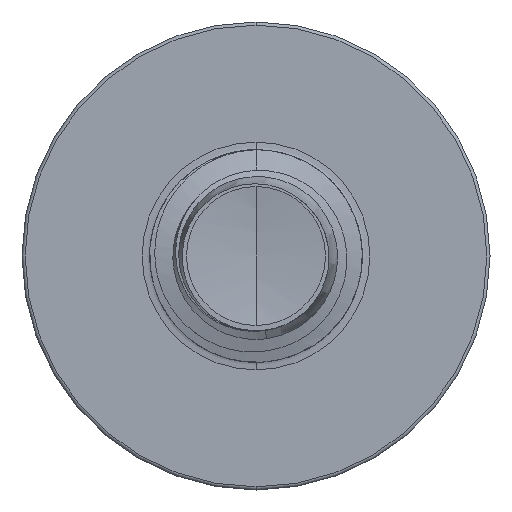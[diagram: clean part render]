
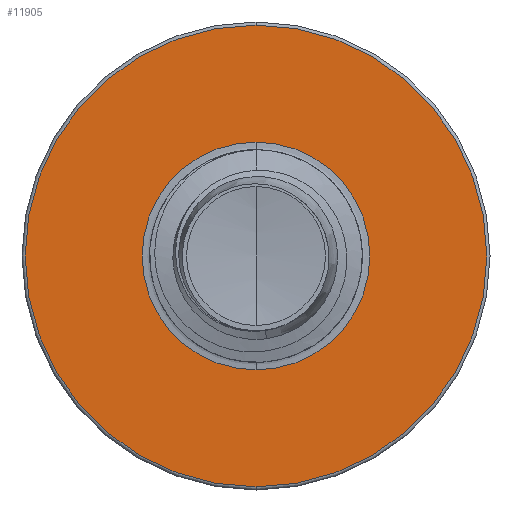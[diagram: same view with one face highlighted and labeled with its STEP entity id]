
A CAD part, front view. The second image highlights one B-rep face of the part: STEP entity #11905.
In plain terms, the highlighted planar face has unit normal (0, -1, 0).
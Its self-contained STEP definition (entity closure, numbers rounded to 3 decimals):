
#210 = DIRECTION ( 'NONE',  ( 0., 0., 1. ) ) ;
#241 = DIRECTION ( 'NONE',  ( 0., 1., 0. ) ) ;
#279 = CARTESIAN_POINT ( 'NONE',  ( 0., 9., -2.677 ) ) ;
#350 = PLANE ( 'NONE',  #16297 ) ;
#417 = VERTEX_POINT ( 'NONE', #23774 ) ;
#762 = DIRECTION ( 'NONE',  ( 0., 0., 1. ) ) ;
#767 = DIRECTION ( 'NONE',  ( 0., 1., 0. ) ) ;
#799 = CARTESIAN_POINT ( 'NONE',  ( 0., 9., 0. ) ) ;
#3047 = FACE_OUTER_BOUND ( 'NONE', #10969, .T. ) ;
#3482 = EDGE_CURVE ( 'NONE', #417, #20853, #24494, .T. ) ;
#3613 = DIRECTION ( 'NONE',  ( 0., 0., 1. ) ) ;
#4541 = ORIENTED_EDGE ( 'NONE', *, *, #3482, .F. ) ;
#4706 = AXIS2_PLACEMENT_3D ( 'NONE', #16243, #16207, #16167 ) ;
#6152 = EDGE_CURVE ( 'NONE', #10745, #23544, #22455, .T. ) ;
#8755 = CARTESIAN_POINT ( 'NONE',  ( 0., 9., 0. ) ) ;
#8818 = DIRECTION ( 'NONE',  ( 0., 1., 0. ) ) ;
#10171 = ORIENTED_EDGE ( 'NONE', *, *, #18112, .T. ) ;
#10745 = VERTEX_POINT ( 'NONE', #15007 ) ;
#10852 = AXIS2_PLACEMENT_3D ( 'NONE', #799, #767, #762 ) ;
#10969 = EDGE_LOOP ( 'NONE', ( #24093, #4541 ) ) ;
#11905 = ADVANCED_FACE ( 'NONE', ( #3047, #19121 ), #350, .F. ) ;
#12204 = AXIS2_PLACEMENT_3D ( 'NONE', #8755, #8818, #3613 ) ;
#13572 = DIRECTION ( 'NONE',  ( 0., 0., 1. ) ) ;
#13599 = DIRECTION ( 'NONE',  ( 0., 1., 0. ) ) ;
#13607 = CARTESIAN_POINT ( 'NONE',  ( 0., 9., 0. ) ) ;
#14811 = CARTESIAN_POINT ( 'NONE',  ( 0., 9., 5.425 ) ) ;
#15007 = CARTESIAN_POINT ( 'NONE',  ( 0., 9., -2.677 ) ) ;
#15037 = ORIENTED_EDGE ( 'NONE', *, *, #6152, .T. ) ;
#16167 = DIRECTION ( 'NONE',  ( 0., 0., 1. ) ) ;
#16207 = DIRECTION ( 'NONE',  ( 0., 1., 0. ) ) ;
#16243 = CARTESIAN_POINT ( 'NONE',  ( 0., 9., 0. ) ) ;
#16297 = AXIS2_PLACEMENT_3D ( 'NONE', #279, #241, #210 ) ;
#16713 = CIRCLE ( 'NONE', #12204, 5.425 ) ;
#17778 = AXIS2_PLACEMENT_3D ( 'NONE', #13607, #13599, #13572 ) ;
#18112 = EDGE_CURVE ( 'NONE', #23544, #10745, #21753, .T. ) ;
#19121 = FACE_BOUND ( 'NONE', #22265, .T. ) ;
#20853 = VERTEX_POINT ( 'NONE', #14811 ) ;
#21576 = EDGE_CURVE ( 'NONE', #20853, #417, #16713, .T. ) ;
#21753 = CIRCLE ( 'NONE', #17778, 2.677 ) ;
#22265 = EDGE_LOOP ( 'NONE', ( #10171, #15037 ) ) ;
#22455 = CIRCLE ( 'NONE', #10852, 2.677 ) ;
#22879 = CARTESIAN_POINT ( 'NONE',  ( 0., 9., 2.677 ) ) ;
#23544 = VERTEX_POINT ( 'NONE', #22879 ) ;
#23774 = CARTESIAN_POINT ( 'NONE',  ( 0., 9., -5.425 ) ) ;
#24093 = ORIENTED_EDGE ( 'NONE', *, *, #21576, .F. ) ;
#24494 = CIRCLE ( 'NONE', #4706, 5.425 ) ;
